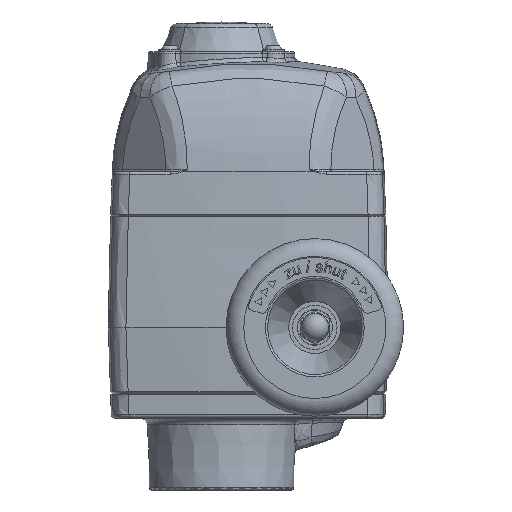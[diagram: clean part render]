
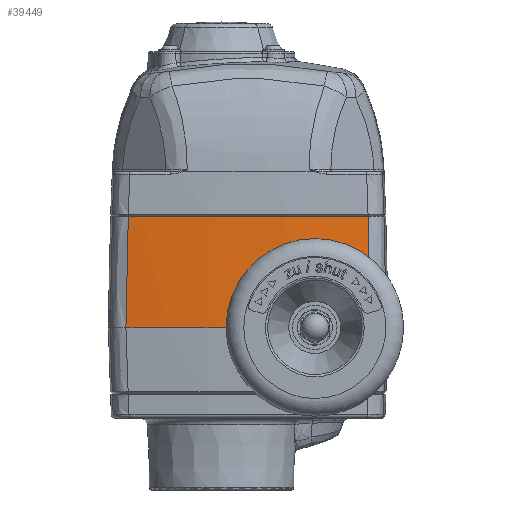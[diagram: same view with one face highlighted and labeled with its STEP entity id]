
A CAD part, front view. The second image highlights one B-rep face of the part: STEP entity #39449.
In plain terms, the highlighted free-form (B-spline) face has degree [3, 3] with [4, 4] control points.
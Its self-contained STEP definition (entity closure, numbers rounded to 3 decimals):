
#488=B_SPLINE_SURFACE_WITH_KNOTS('',3,3,((#64532,#64533,#64534,#64535),
(#64536,#64537,#64538,#64539),(#64540,#64541,#64542,#64543),(#64544,#64545,
#64546,#64547)),.UNSPECIFIED.,.F.,.F.,.F.,(4,4),(4,4),(0.056,
0.944),(0.,1.),.UNSPECIFIED.);
#2182=B_SPLINE_CURVE_WITH_KNOTS('',3,(#64483,#64484,#64485,#64486,#64487,
#64488,#64489,#64490,#64491,#64492,#64493,#64494,#64495,#64496,#64497,#64498),
 .UNSPECIFIED.,.F.,.F.,(4,2,2,2,2,2,2,4),(-6.701,-6.515,
-5.418,-4.798,-4.328,-3.863,-3.24,
-2.93),.UNSPECIFIED.);
#2183=B_SPLINE_CURVE_WITH_KNOTS('',3,(#64499,#64500,#64501,#64502,#64503,
#64504,#64505,#64506),.UNSPECIFIED.,.F.,.F.,(4,2,2,4),(-8.667,
-8.087,-7.485,-6.701),.UNSPECIFIED.);
#2185=B_SPLINE_CURVE_WITH_KNOTS('',3,(#64518,#64519,#64520,#64521,#64522,
#64523),.UNSPECIFIED.,.F.,.F.,(4,2,4),(-2.93,-2.173,
-1.233),.UNSPECIFIED.);
#2186=B_SPLINE_CURVE_WITH_KNOTS('',3,(#64551,#64552,#64553,#64554),
 .UNSPECIFIED.,.F.,.F.,(4,4),(-5.002,0.),
 .UNSPECIFIED.);
#2187=B_SPLINE_CURVE_WITH_KNOTS('',3,(#64556,#64557,#64558,#64559),
 .UNSPECIFIED.,.F.,.F.,(4,4),(-5.002,-1.189),
 .UNSPECIFIED.);
#8263=FACE_OUTER_BOUND('',#10884,.T.);
#10884=EDGE_LOOP('',(#27159,#27160,#27161,#27162,#27163,#27164,#27165,#27166,
#27167));
#13429=CIRCLE('',#41734,501.083);
#13761=CIRCLE('',#42472,500.);
#13762=CIRCLE('',#42473,500.);
#13763=CIRCLE('',#42474,500.);
#15969=VERTEX_POINT('',#58838);
#15970=VERTEX_POINT('',#58869);
#16517=VERTEX_POINT('',#64481);
#16518=VERTEX_POINT('',#64482);
#16519=VERTEX_POINT('',#64507);
#16523=VERTEX_POINT('',#64548);
#16524=VERTEX_POINT('',#64549);
#16525=VERTEX_POINT('',#64555);
#16526=VERTEX_POINT('',#64560);
#19601=EDGE_CURVE('',#15969,#15970,#13429,.T.);
#20527=EDGE_CURVE('',#16517,#16518,#2182,.T.);
#20528=EDGE_CURVE('',#15969,#16517,#2183,.T.);
#20530=EDGE_CURVE('',#16518,#16519,#2185,.T.);
#20535=EDGE_CURVE('',#16523,#16524,#13761,.T.);
#20536=EDGE_CURVE('',#15970,#16523,#2186,.T.);
#20537=EDGE_CURVE('',#16525,#16519,#2187,.T.);
#20538=EDGE_CURVE('',#16526,#16525,#13762,.T.);
#20539=EDGE_CURVE('',#16524,#16526,#13763,.T.);
#27159=ORIENTED_EDGE('',*,*,#20535,.F.);
#27160=ORIENTED_EDGE('',*,*,#20536,.F.);
#27161=ORIENTED_EDGE('',*,*,#19601,.F.);
#27162=ORIENTED_EDGE('',*,*,#20528,.T.);
#27163=ORIENTED_EDGE('',*,*,#20527,.T.);
#27164=ORIENTED_EDGE('',*,*,#20530,.T.);
#27165=ORIENTED_EDGE('',*,*,#20537,.F.);
#27166=ORIENTED_EDGE('',*,*,#20538,.F.);
#27167=ORIENTED_EDGE('',*,*,#20539,.F.);
#39449=ADVANCED_FACE('',(#8263),#488,.F.);
#41734=AXIS2_PLACEMENT_3D('',#58870,#46779,#46780);
#42472=AXIS2_PLACEMENT_3D('',#64550,#48584,#48585);
#42473=AXIS2_PLACEMENT_3D('',#64561,#48586,#48587);
#42474=AXIS2_PLACEMENT_3D('',#64562,#48588,#48589);
#46779=DIRECTION('center_axis',(0.,0.,
-1.));
#46780=DIRECTION('ref_axis',(-0.122,-0.993,0.));
#48584=DIRECTION('center_axis',(0.,0.,
1.));
#48585=DIRECTION('ref_axis',(-0.122,-0.993,0.));
#48586=DIRECTION('center_axis',(0.,0.,
1.));
#48587=DIRECTION('ref_axis',(-0.122,-0.993,0.));
#48588=DIRECTION('center_axis',(0.,0.,
1.));
#48589=DIRECTION('ref_axis',(-0.122,-0.993,0.));
#58838=CARTESIAN_POINT('',(14.5,-63.076,0.));
#58869=CARTESIAN_POINT('',(-43.054,-60.049,0.));
#58870=CARTESIAN_POINT('Origin',(12.,438.,0.));
#64481=CARTESIAN_POINT('',(21.209,-62.608,18.));
#64482=CARTESIAN_POINT('',(55.423,-60.676,24.002));
#64483=CARTESIAN_POINT('Ctrl Pts',(21.209,-62.608,18.));
#64484=CARTESIAN_POINT('Ctrl Pts',(21.613,-62.591,18.466));
#64485=CARTESIAN_POINT('Ctrl Pts',(22.032,-62.573,18.919));
#64486=CARTESIAN_POINT('Ctrl Pts',(25.041,-62.444,21.955));
#64487=CARTESIAN_POINT('Ctrl Pts',(28.107,-62.315,24.013));
#64488=CARTESIAN_POINT('Ctrl Pts',(33.393,-62.062,26.2));
#64489=CARTESIAN_POINT('Ctrl Pts',(35.384,-61.96,26.772));
#64490=CARTESIAN_POINT('Ctrl Pts',(38.96,-61.766,27.376));
#64491=CARTESIAN_POINT('Ctrl Pts',(40.519,-61.676,27.504));
#64492=CARTESIAN_POINT('Ctrl Pts',(43.628,-61.489,27.495));
#64493=CARTESIAN_POINT('Ctrl Pts',(45.173,-61.392,27.36));
#64494=CARTESIAN_POINT('Ctrl Pts',(48.739,-61.157,26.742));
#64495=CARTESIAN_POINT('Ctrl Pts',(50.733,-61.019,26.159));
#64496=CARTESIAN_POINT('Ctrl Pts',(53.596,-60.812,24.957));
#64497=CARTESIAN_POINT('Ctrl Pts',(54.524,-60.743,24.504));
#64498=CARTESIAN_POINT('Ctrl Pts',(55.423,-60.676,24.002));
#64499=CARTESIAN_POINT('Ctrl Pts',(14.5,-63.076,0.));
#64500=CARTESIAN_POINT('Ctrl Pts',(14.5,-63.034,1.933));
#64501=CARTESIAN_POINT('Ctrl Pts',(14.704,-62.992,3.861));
#64502=CARTESIAN_POINT('Ctrl Pts',(15.527,-62.903,7.712));
#64503=CARTESIAN_POINT('Ctrl Pts',(16.16,-62.858,9.622));
#64504=CARTESIAN_POINT('Ctrl Pts',(18.083,-62.748,13.822));
#64505=CARTESIAN_POINT('Ctrl Pts',(19.503,-62.682,16.029));
#64506=CARTESIAN_POINT('Ctrl Pts',(21.209,-62.608,18.));
#64507=CARTESIAN_POINT('',(66.801,-59.818,11.881));
#64518=CARTESIAN_POINT('Ctrl Pts',(55.423,-60.676,24.002));
#64519=CARTESIAN_POINT('Ctrl Pts',(57.61,-60.512,22.778));
#64520=CARTESIAN_POINT('Ctrl Pts',(59.625,-60.355,21.259));
#64521=CARTESIAN_POINT('Ctrl Pts',(63.626,-60.045,17.273));
#64522=CARTESIAN_POINT('Ctrl Pts',(65.45,-59.905,14.702));
#64523=CARTESIAN_POINT('Ctrl Pts',(66.801,-59.818,11.881));
#64532=CARTESIAN_POINT('Ctrl Pts',(-42.123,-59.062,
50.));
#64533=CARTESIAN_POINT('Ctrl Pts',(-42.433,-59.391,
33.333));
#64534=CARTESIAN_POINT('Ctrl Pts',(-42.744,-59.72,16.667));
#64535=CARTESIAN_POINT('Ctrl Pts',(-43.054,-60.049,
0.));
#64536=CARTESIAN_POINT('Ctrl Pts',(-6.193,-62.974,
50.));
#64537=CARTESIAN_POINT('Ctrl Pts',(-6.299,-63.346,
33.333));
#64538=CARTESIAN_POINT('Ctrl Pts',(-6.405,-63.717,
16.667));
#64539=CARTESIAN_POINT('Ctrl Pts',(-6.51,-64.088,
0.));
#64540=CARTESIAN_POINT('Ctrl Pts',(30.162,-62.975,50.));
#64541=CARTESIAN_POINT('Ctrl Pts',(30.267,-63.347,33.333));
#64542=CARTESIAN_POINT('Ctrl Pts',(30.373,-63.718,16.667));
#64543=CARTESIAN_POINT('Ctrl Pts',(30.478,-64.09,0.));
#64544=CARTESIAN_POINT('Ctrl Pts',(66.092,-59.065,50.));
#64545=CARTESIAN_POINT('Ctrl Pts',(66.402,-59.394,33.333));
#64546=CARTESIAN_POINT('Ctrl Pts',(66.712,-59.723,16.667));
#64547=CARTESIAN_POINT('Ctrl Pts',(67.022,-60.052,0.));
#64548=CARTESIAN_POINT('',(-41.989,-59.077,50.));
#64549=CARTESIAN_POINT('',(-35.5,-59.739,50.));
#64550=CARTESIAN_POINT('Origin',(12.,438.,50.));
#64551=CARTESIAN_POINT('Ctrl Pts',(-43.054,-60.049,0.));
#64552=CARTESIAN_POINT('Ctrl Pts',(-42.699,-59.725,
16.667));
#64553=CARTESIAN_POINT('Ctrl Pts',(-42.344,-59.401,
33.333));
#64554=CARTESIAN_POINT('Ctrl Pts',(-41.989,-59.077,
50.));
#64555=CARTESIAN_POINT('',(65.989,-59.077,50.));
#64556=CARTESIAN_POINT('Ctrl Pts',(65.989,-59.077,50.));
#64557=CARTESIAN_POINT('Ctrl Pts',(66.26,-59.324,37.294));
#64558=CARTESIAN_POINT('Ctrl Pts',(66.53,-59.571,24.587));
#64559=CARTESIAN_POINT('Ctrl Pts',(66.801,-59.818,11.881));
#64560=CARTESIAN_POINT('',(59.5,-59.739,50.));
#64561=CARTESIAN_POINT('Origin',(12.,438.,50.));
#64562=CARTESIAN_POINT('Origin',(12.,438.,50.));
